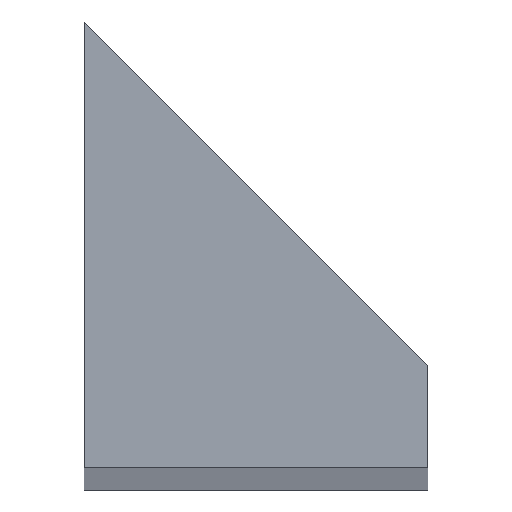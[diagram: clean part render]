
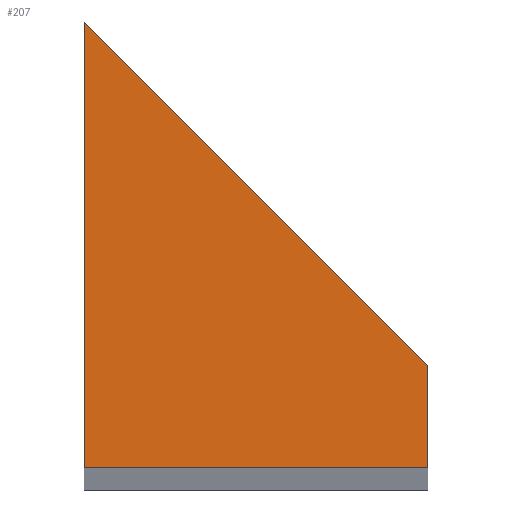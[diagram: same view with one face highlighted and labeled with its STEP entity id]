
A CAD part, top view. The second image highlights one B-rep face of the part: STEP entity #207.
In plain terms, the highlighted planar face has unit normal (0, 0, 1).
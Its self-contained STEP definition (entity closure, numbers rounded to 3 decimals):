
#6 = DIRECTION ( 'NONE',  ( 0., -1., 0. ) ) ;
#13 = CARTESIAN_POINT ( 'NONE',  ( 2., 0.6, 36.9 ) ) ;
#14 = CARTESIAN_POINT ( 'NONE',  ( 0., 0., 36.9 ) ) ;
#18 = ORIENTED_EDGE ( 'NONE', *, *, #186, .T. ) ;
#21 = DIRECTION ( 'NONE',  ( 1., 0., 0. ) ) ;
#23 = LINE ( 'NONE', #124, #78 ) ;
#26 = EDGE_CURVE ( 'NONE', #181, #104, #140, .T. ) ;
#36 = EDGE_CURVE ( 'NONE', #165, #181, #23, .T. ) ;
#43 = CARTESIAN_POINT ( 'NONE',  ( 0., 2.6, 36.9 ) ) ;
#57 = VECTOR ( 'NONE', #134, 1000. ) ;
#77 = LINE ( 'NONE', #192, #57 ) ;
#78 = VECTOR ( 'NONE', #6, 1000. ) ;
#90 = VERTEX_POINT ( 'NONE', #13 ) ;
#92 = CARTESIAN_POINT ( 'NONE',  ( 2., 0., 36.9 ) ) ;
#104 = VERTEX_POINT ( 'NONE', #176 ) ;
#116 = DIRECTION ( 'NONE',  ( 0., 0., 1. ) ) ;
#120 = ORIENTED_EDGE ( 'NONE', *, *, #36, .T. ) ;
#124 = CARTESIAN_POINT ( 'NONE',  ( 0., 0., 36.9 ) ) ;
#130 = CARTESIAN_POINT ( 'NONE',  ( 0., 0., 36.9 ) ) ;
#134 = DIRECTION ( 'NONE',  ( -0.707, 0.707, 0. ) ) ;
#137 = PLANE ( 'NONE',  #217 ) ;
#138 = DIRECTION ( 'NONE',  ( 1., 0., 0. ) ) ;
#140 = LINE ( 'NONE', #149, #203 ) ;
#149 = CARTESIAN_POINT ( 'NONE',  ( 0., 0., 36.9 ) ) ;
#154 = DIRECTION ( 'NONE',  ( 0., 1., 0. ) ) ;
#156 = LINE ( 'NONE', #92, #166 ) ;
#161 = FACE_OUTER_BOUND ( 'NONE', #237, .T. ) ;
#165 = VERTEX_POINT ( 'NONE', #43 ) ;
#166 = VECTOR ( 'NONE', #154, 1000. ) ;
#176 = CARTESIAN_POINT ( 'NONE',  ( 2., 0., 36.9 ) ) ;
#181 = VERTEX_POINT ( 'NONE', #130 ) ;
#183 = EDGE_CURVE ( 'NONE', #104, #90, #156, .T. ) ;
#186 = EDGE_CURVE ( 'NONE', #90, #165, #77, .T. ) ;
#192 = CARTESIAN_POINT ( 'NONE',  ( 1.3, 1.3, 36.9 ) ) ;
#199 = ORIENTED_EDGE ( 'NONE', *, *, #26, .T. ) ;
#203 = VECTOR ( 'NONE', #21, 1000. ) ;
#207 = ADVANCED_FACE ( 'NONE', ( #161 ), #137, .T. ) ;
#212 = ORIENTED_EDGE ( 'NONE', *, *, #183, .T. ) ;
#217 = AXIS2_PLACEMENT_3D ( 'NONE', #14, #116, #138 ) ;
#237 = EDGE_LOOP ( 'NONE', ( #199, #212, #18, #120 ) ) ;
